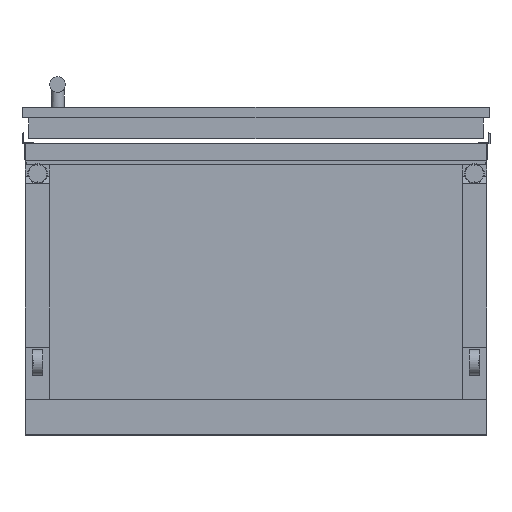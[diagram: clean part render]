
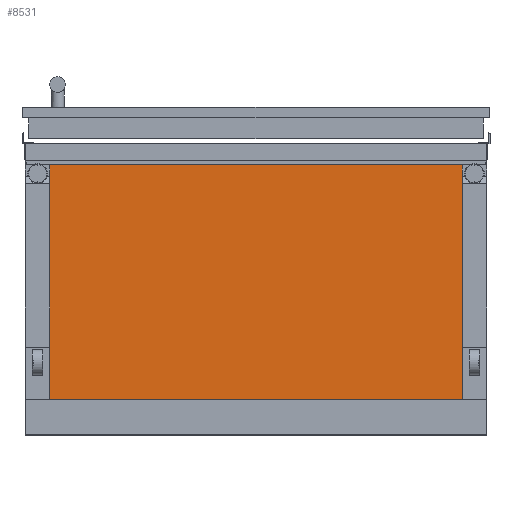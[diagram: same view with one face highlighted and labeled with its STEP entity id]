
A CAD part, front view. The second image highlights one B-rep face of the part: STEP entity #8531.
In plain terms, the highlighted planar face has unit normal (0, -1, 0).
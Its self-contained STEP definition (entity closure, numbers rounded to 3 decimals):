
#392 = DIRECTION ( 'NONE',  ( -1., 0., 0. ) ) ;
#405 = CARTESIAN_POINT ( 'NONE',  ( -396., -990.85, 240. ) ) ;
#479 = VECTOR ( 'NONE', #5076, 1000. ) ;
#2874 = CARTESIAN_POINT ( 'NONE',  ( -396., -990.85, 240. ) ) ;
#2965 = VECTOR ( 'NONE', #11888, 1000. ) ;
#3113 = CARTESIAN_POINT ( 'NONE',  ( -396., -990.85, -210.4 ) ) ;
#3241 = VECTOR ( 'NONE', #11765, 1000. ) ;
#3283 = PLANE ( 'NONE',  #10139 ) ;
#3371 = CARTESIAN_POINT ( 'NONE',  ( -443., -990.85, -210.4 ) ) ;
#3617 = VECTOR ( 'NONE', #392, 1000. ) ;
#4001 = LINE ( 'NONE', #11802, #3241 ) ;
#4218 = CARTESIAN_POINT ( 'NONE',  ( -396., -990.85, -280. ) ) ;
#5076 = DIRECTION ( 'NONE',  ( 0., 0., 1. ) ) ;
#5619 = EDGE_CURVE ( 'NONE', #6222, #10384, #8279, .T. ) ;
#6122 = ORIENTED_EDGE ( 'NONE', *, *, #10547, .F. ) ;
#6182 = ORIENTED_EDGE ( 'NONE', *, *, #8500, .F. ) ;
#6222 = VERTEX_POINT ( 'NONE', #6560 ) ;
#6234 = DIRECTION ( 'NONE',  ( 0., 1., 0. ) ) ;
#6415 = CARTESIAN_POINT ( 'NONE',  ( 396., -990.85, -210.4 ) ) ;
#6481 = VERTEX_POINT ( 'NONE', #3113 ) ;
#6560 = CARTESIAN_POINT ( 'NONE',  ( 396., -990.85, 240. ) ) ;
#6652 = EDGE_LOOP ( 'NONE', ( #7510, #8344, #6122, #6182 ) ) ;
#7510 = ORIENTED_EDGE ( 'NONE', *, *, #7548, .T. ) ;
#7548 = EDGE_CURVE ( 'NONE', #8154, #6222, #12029, .T. ) ;
#8014 = CARTESIAN_POINT ( 'NONE',  ( 396., -990.85, -280. ) ) ;
#8039 = LINE ( 'NONE', #3371, #3617 ) ;
#8154 = VERTEX_POINT ( 'NONE', #6415 ) ;
#8279 = LINE ( 'NONE', #405, #2965 ) ;
#8344 = ORIENTED_EDGE ( 'NONE', *, *, #5619, .T. ) ;
#8500 = EDGE_CURVE ( 'NONE', #8154, #6481, #8039, .T. ) ;
#8531 = ADVANCED_FACE ( 'NONE', ( #11971 ), #3283, .F. ) ;
#10139 = AXIS2_PLACEMENT_3D ( 'NONE', #4218, #6234, #11158 ) ;
#10384 = VERTEX_POINT ( 'NONE', #2874 ) ;
#10547 = EDGE_CURVE ( 'NONE', #6481, #10384, #4001, .T. ) ;
#11158 = DIRECTION ( 'NONE',  ( 0., 0., 1. ) ) ;
#11765 = DIRECTION ( 'NONE',  ( 0., 0., 1. ) ) ;
#11802 = CARTESIAN_POINT ( 'NONE',  ( -396., -990.85, -280. ) ) ;
#11888 = DIRECTION ( 'NONE',  ( -1., 0., 0. ) ) ;
#11971 = FACE_OUTER_BOUND ( 'NONE', #6652, .T. ) ;
#12029 = LINE ( 'NONE', #8014, #479 ) ;
